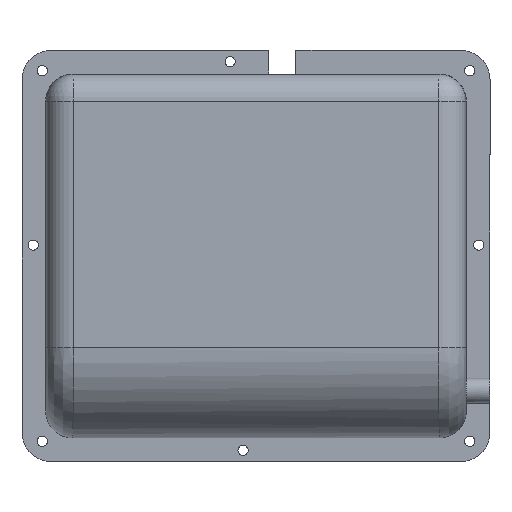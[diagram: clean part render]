
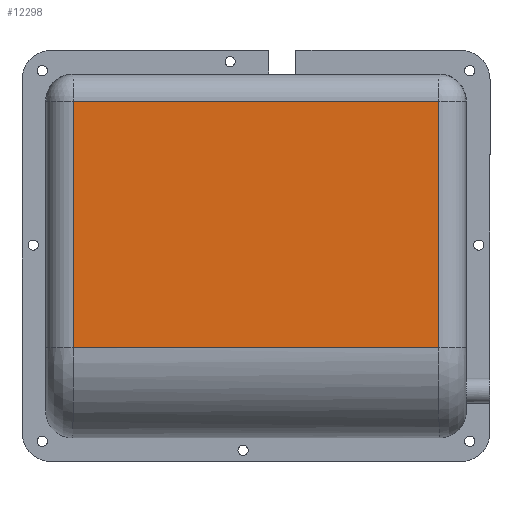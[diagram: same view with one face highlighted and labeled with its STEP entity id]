
A CAD part, top view. The second image highlights one B-rep face of the part: STEP entity #12298.
In plain terms, the highlighted planar face has unit normal (0, 0, 1).
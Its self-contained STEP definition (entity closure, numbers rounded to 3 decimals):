
#1106 = CARTESIAN_POINT ( 'NONE',  ( 0., 0., 43. ) ) ;
#1760 = DIRECTION ( 'NONE',  ( 1., 0., 0. ) ) ;
#1839 = DIRECTION ( 'NONE',  ( 0., -1., 0. ) ) ;
#1860 = CARTESIAN_POINT ( 'NONE',  ( 0., -47.639, 43. ) ) ;
#2006 = VERTEX_POINT ( 'NONE', #5062 ) ;
#2170 = DIRECTION ( 'NONE',  ( 0., 0., 1. ) ) ;
#2407 = ORIENTED_EDGE ( 'NONE', *, *, #8634, .T. ) ;
#2706 = VECTOR ( 'NONE', #1760, 1000. ) ;
#2720 = EDGE_CURVE ( 'NONE', #11881, #2946, #13582, .T. ) ;
#2946 = VERTEX_POINT ( 'NONE', #5510 ) ;
#3377 = CARTESIAN_POINT ( 'NONE',  ( 107.478, -47.639, 43. ) ) ;
#3773 = EDGE_CURVE ( 'NONE', #2946, #2006, #6403, .T. ) ;
#4315 = VERTEX_POINT ( 'NONE', #3377 ) ;
#4441 = EDGE_CURVE ( 'NONE', #4315, #11881, #9369, .T. ) ;
#5062 = CARTESIAN_POINT ( 'NONE',  ( -54.967, -47.639, 43. ) ) ;
#5140 = AXIS2_PLACEMENT_3D ( 'NONE', #1106, #2170, #5255 ) ;
#5175 = VECTOR ( 'NONE', #8021, 1000. ) ;
#5255 = DIRECTION ( 'NONE',  ( 1., 0., 0. ) ) ;
#5510 = CARTESIAN_POINT ( 'NONE',  ( -54.967, 61.796, 43. ) ) ;
#6403 = LINE ( 'NONE', #12418, #10422 ) ;
#6630 = DIRECTION ( 'NONE',  ( -1., 0., 0. ) ) ;
#6953 = CARTESIAN_POINT ( 'NONE',  ( 107.478, 0., 43. ) ) ;
#6954 = CARTESIAN_POINT ( 'NONE',  ( 0., 61.796, 43. ) ) ;
#7224 = FACE_OUTER_BOUND ( 'NONE', #13724, .T. ) ;
#7399 = PLANE ( 'NONE',  #5140 ) ;
#8021 = DIRECTION ( 'NONE',  ( 0., 1., 0. ) ) ;
#8634 = EDGE_CURVE ( 'NONE', #2006, #4315, #10217, .T. ) ;
#8743 = ORIENTED_EDGE ( 'NONE', *, *, #3773, .T. ) ;
#9369 = LINE ( 'NONE', #6953, #5175 ) ;
#10217 = LINE ( 'NONE', #1860, #2706 ) ;
#10422 = VECTOR ( 'NONE', #1839, 1000. ) ;
#10816 = CARTESIAN_POINT ( 'NONE',  ( 107.478, 61.796, 43. ) ) ;
#11273 = ORIENTED_EDGE ( 'NONE', *, *, #4441, .T. ) ;
#11652 = ORIENTED_EDGE ( 'NONE', *, *, #2720, .T. ) ;
#11762 = VECTOR ( 'NONE', #6630, 1000. ) ;
#11881 = VERTEX_POINT ( 'NONE', #10816 ) ;
#12298 = ADVANCED_FACE ( 'NONE', ( #7224 ), #7399, .T. ) ;
#12418 = CARTESIAN_POINT ( 'NONE',  ( -54.967, 0., 43. ) ) ;
#13582 = LINE ( 'NONE', #6954, #11762 ) ;
#13724 = EDGE_LOOP ( 'NONE', ( #2407, #11273, #11652, #8743 ) ) ;
